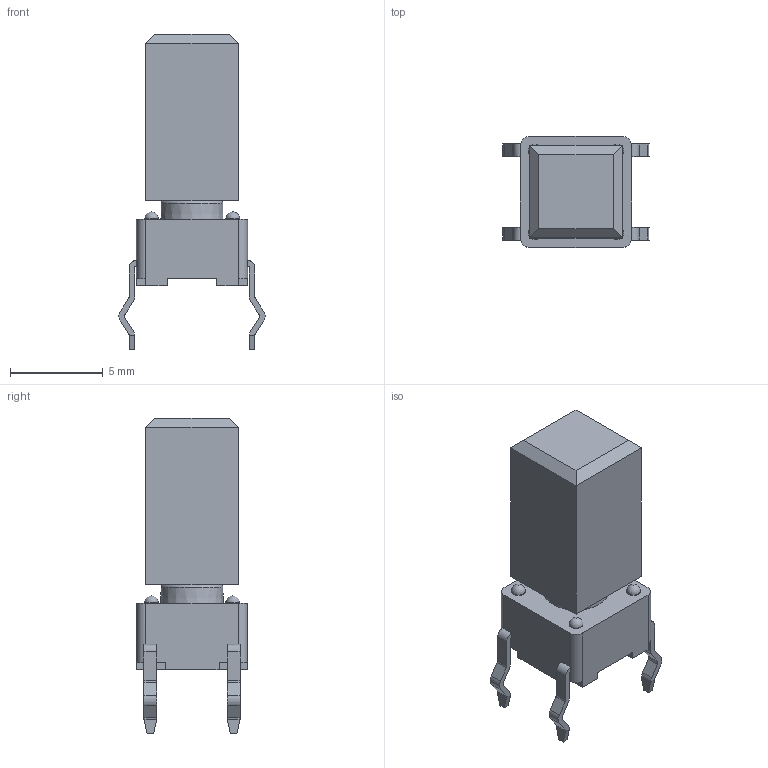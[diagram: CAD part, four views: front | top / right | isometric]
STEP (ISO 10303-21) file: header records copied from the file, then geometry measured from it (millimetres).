
FILE_DESCRIPTION((' '),'2;1');
FILE_NAME('TL1105SPFxxxx1Sxxx.stp','2017-07-28T11:17:11',(' '),(' '),' ','ACIS',' ');
FILE_SCHEMA(('CONFIG_CONTROL_DESIGN'));
Length unit declared in the file: inch
Products named in the file (3): TL1105SPFxxxx1Sxxx.stp; Body1; Body2
Assembly tree (2 placements, depth 2):
  TL1105SPFxxxx1Sxxx.stp
    Body1
    Body2
Bounding box: 7.89 x 6 x 17.05 mm (x, y, z)
Volume: 258.9 mm3; surface area: 758.7 mm2
Topology: 2 solids, 3 shells, 281 faces, 771 edges, 494 vertices
Faces by surface type: plane 198, cylinder 73, sphere 6, cone 2, torus 1, bspline 1
Full cylindrical faces by diameter (mm): 0.75 x4, 1 x1, 3.5 x1, 5 x1
Entity records: 9104 total; most frequent: CARTESIAN_POINT 1588, ORIENTED_EDGE 1498, DIRECTION 1452, EDGE_CURVE 749, VECTOR 596, LINE 596, VERTEX_POINT 485, AXIS2_PLACEMENT_3D 428
